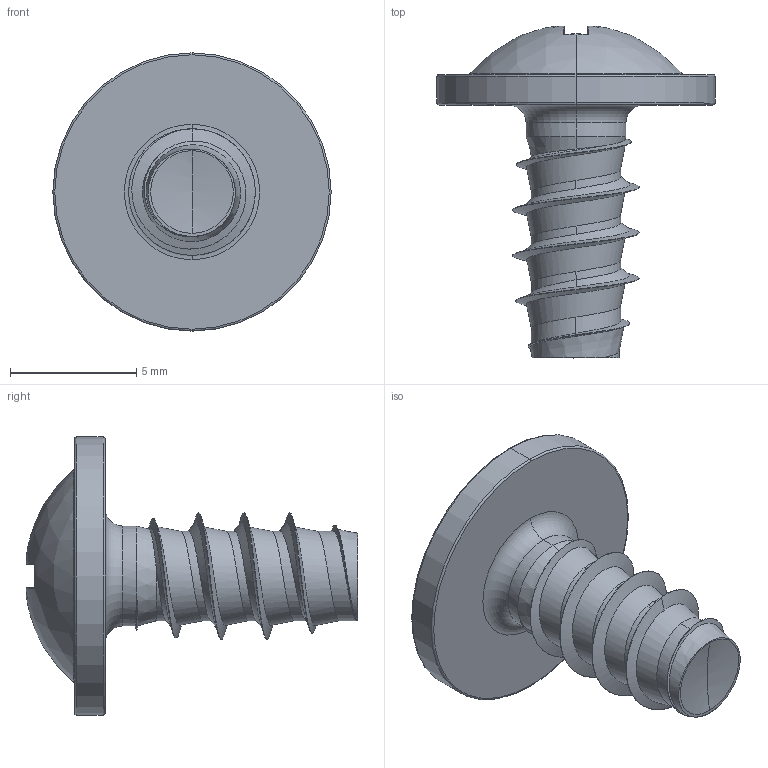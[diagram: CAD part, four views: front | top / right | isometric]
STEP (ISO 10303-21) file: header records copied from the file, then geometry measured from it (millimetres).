
FILE_DESCRIPTION (( 'STEP AP203' ), '1' );
FILE_NAME ('STP210500100.STEP', '2017-08-14T17:50:54', ( '' ), ( '' ), 'SwSTEP 2.0', 'SolidWorks 2015', '' );
FILE_SCHEMA (( 'CONFIG_CONTROL_DESIGN' ));
Length unit declared in the file: millimetre
Products named in the file (1): STP210500100
Bounding box: 11 x 13.12 x 11 mm (x, y, z)
Volume: 277.8 mm3; surface area: 425.8 mm2
Topology: 1 solids, 1 shells, 181 faces, 426 edges, 248 vertices
Faces by surface type: bspline 55, cylinder 36, plane 31, torus 30, sphere 20, cone 9
Entity records: 15339 total; most frequent: CARTESIAN_POINT 11559, ORIENTED_EDGE 848, DIRECTION 709, EDGE_CURVE 424, AXIS2_PLACEMENT_3D 314, VERTEX_POINT 248, CIRCLE 187, EDGE_LOOP 184
